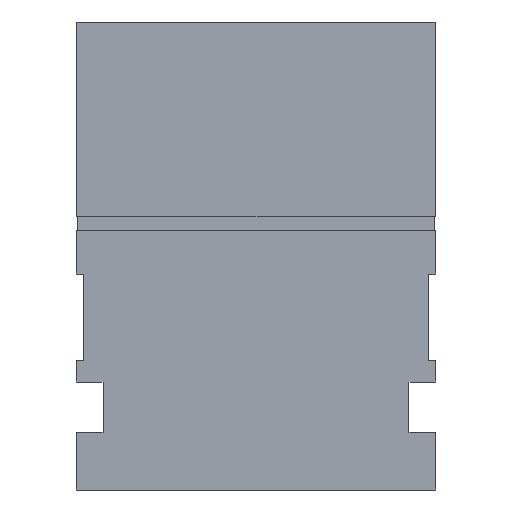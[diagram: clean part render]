
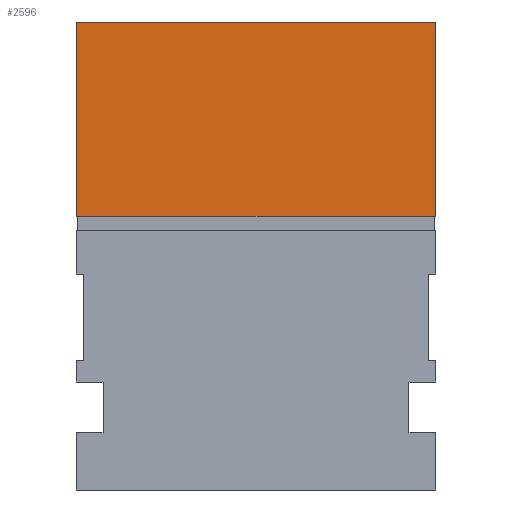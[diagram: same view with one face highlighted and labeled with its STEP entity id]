
A CAD part, front view. The second image highlights one B-rep face of the part: STEP entity #2596.
In plain terms, the highlighted face is planar.
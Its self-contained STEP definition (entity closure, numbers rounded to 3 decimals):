
#71 = CARTESIAN_POINT ( 'NONE',  ( 70., -50., 0. ) ) ;
#149 = CARTESIAN_POINT ( 'NONE',  ( 70., -50., 54. ) ) ;
#180 = EDGE_CURVE ( 'NONE', #2149, #2477, #1533, .T. ) ;
#788 = DIRECTION ( 'NONE',  ( 0., 1., 0. ) ) ;
#861 = EDGE_CURVE ( 'NONE', #1838, #2149, #3057, .T. ) ;
#908 = CARTESIAN_POINT ( 'NONE',  ( 70., -50., 54. ) ) ;
#1145 = CARTESIAN_POINT ( 'NONE',  ( 70., -50., 54. ) ) ;
#1195 = FACE_OUTER_BOUND ( 'NONE', #1594, .T. ) ;
#1247 = ORIENTED_EDGE ( 'NONE', *, *, #861, .F. ) ;
#1312 = DIRECTION ( 'NONE',  ( 0., -1., 0. ) ) ;
#1438 = VECTOR ( 'NONE', #2681, 1000. ) ;
#1459 = ORIENTED_EDGE ( 'NONE', *, *, #180, .F. ) ;
#1469 = CARTESIAN_POINT ( 'NONE',  ( 70., 50., 0. ) ) ;
#1519 = DIRECTION ( 'NONE',  ( 0., 0., 1. ) ) ;
#1533 = LINE ( 'NONE', #149, #3962 ) ;
#1554 = AXIS2_PLACEMENT_3D ( 'NONE', #908, #3099, #1519 ) ;
#1594 = EDGE_LOOP ( 'NONE', ( #3377, #1459, #1247, #3081 ) ) ;
#1838 = VERTEX_POINT ( 'NONE', #71 ) ;
#2149 = VERTEX_POINT ( 'NONE', #1145 ) ;
#2153 = EDGE_CURVE ( 'NONE', #3217, #1838, #3114, .T. ) ;
#2343 = CARTESIAN_POINT ( 'NONE',  ( 70., 50., 54. ) ) ;
#2477 = VERTEX_POINT ( 'NONE', #3352 ) ;
#2596 = ADVANCED_FACE ( 'NONE', ( #1195 ), #3444, .F. ) ;
#2670 = DIRECTION ( 'NONE',  ( 0., 0., 1. ) ) ;
#2681 = DIRECTION ( 'NONE',  ( 0., 0., 1. ) ) ;
#3031 = CARTESIAN_POINT ( 'NONE',  ( 70., -50., 0. ) ) ;
#3057 = LINE ( 'NONE', #3191, #3665 ) ;
#3081 = ORIENTED_EDGE ( 'NONE', *, *, #2153, .F. ) ;
#3099 = DIRECTION ( 'NONE',  ( -1., 0., 0. ) ) ;
#3114 = LINE ( 'NONE', #3031, #3572 ) ;
#3161 = EDGE_CURVE ( 'NONE', #3217, #2477, #3573, .T. ) ;
#3191 = CARTESIAN_POINT ( 'NONE',  ( 70., -50., 54. ) ) ;
#3217 = VERTEX_POINT ( 'NONE', #1469 ) ;
#3352 = CARTESIAN_POINT ( 'NONE',  ( 70., 50., 54. ) ) ;
#3377 = ORIENTED_EDGE ( 'NONE', *, *, #3161, .T. ) ;
#3444 = PLANE ( 'NONE',  #1554 ) ;
#3572 = VECTOR ( 'NONE', #1312, 1000. ) ;
#3573 = LINE ( 'NONE', #2343, #1438 ) ;
#3665 = VECTOR ( 'NONE', #2670, 1000. ) ;
#3962 = VECTOR ( 'NONE', #788, 1000. ) ;
